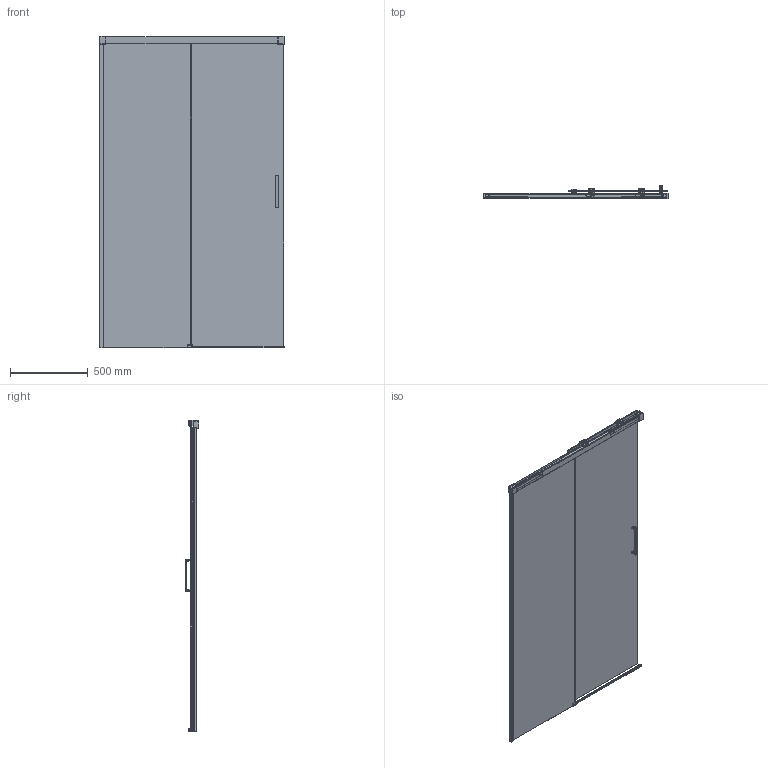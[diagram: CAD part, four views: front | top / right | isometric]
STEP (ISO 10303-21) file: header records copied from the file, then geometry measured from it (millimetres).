
FILE_DESCRIPTION((''),'2;1');
FILE_NAME('DSLSC1200--CSP12X_ASM','2017-07-25T',('admin'),(''),'PRO/ENGINEER BY PARAMETRIC TECHNOLOGY CORPORATION, 2010280','PRO/ENGINEER BY PARAMETRIC TECHNOLOGY CORPORATION, 2010280','');
FILE_SCHEMA(('AUTOMOTIVE_DESIGN_CC2 { 1 2 10303 214 -1 1 5 2 }'));
Products named in the file (63): MANIFOLD_SOLID_BREP-125; MANIFOLD_SOLID_BREP-123; MANIFOLD_SOLID_BREP-121; MANIFOLD_SOLID_BREP-119; MANIFOLD_SOLID_BREP-117; MANIFOLD_SOLID_BREP-115; MANIFOLD_SOLID_BREP-113; MANIFOLD_SOLID_BREP-111; MANIFOLD_SOLID_BREP-109; MANIFOLD_SOLID_BREP-107; MANIFOLD_SOLID_BREP-105; MANIFOLD_SOLID_BREP-103; MANIFOLD_SOLID_BREP-101; MANIFOLD_SOLID_BREP-99; MANIFOLD_SOLID_BREP-97; MANIFOLD_SOLID_BREP-95; MANIFOLD_SOLID_BREP-93; MANIFOLD_SOLID_BREP-91; MANIFOLD_SOLID_BREP-89; MANIFOLD_SOLID_BREP-87; MANIFOLD_SOLID_BREP-85; MANIFOLD_SOLID_BREP-83; MANIFOLD_SOLID_BREP-81; MANIFOLD_SOLID_BREP-79; MANIFOLD_SOLID_BREP-77; MANIFOLD_SOLID_BREP-75; MANIFOLD_SOLID_BREP-73; MANIFOLD_SOLID_BREP-71; MANIFOLD_SOLID_BREP-69; MANIFOLD_SOLID_BREP-67; MANIFOLD_SOLID_BREP-65; MANIFOLD_SOLID_BREP-63; MANIFOLD_SOLID_BREP-61; MANIFOLD_SOLID_BREP-59; MANIFOLD_SOLID_BREP-57; MANIFOLD_SOLID_BREP-55; MANIFOLD_SOLID_BREP-53; MANIFOLD_SOLID_BREP-51; MANIFOLD_SOLID_BREP-49; MANIFOLD_SOLID_BREP-47 ...
Assembly tree (62 placements, depth 2):
  DSLSC1200--CSP12X_ASM
    MANIFOLD_SOLID_BREP-125
    MANIFOLD_SOLID_BREP-123
    MANIFOLD_SOLID_BREP-121
    MANIFOLD_SOLID_BREP-119
    MANIFOLD_SOLID_BREP-117
    MANIFOLD_SOLID_BREP-115
    MANIFOLD_SOLID_BREP-113
    MANIFOLD_SOLID_BREP-111
    MANIFOLD_SOLID_BREP-109
    MANIFOLD_SOLID_BREP-107
    MANIFOLD_SOLID_BREP-105
    MANIFOLD_SOLID_BREP-103
    MANIFOLD_SOLID_BREP-101
    MANIFOLD_SOLID_BREP-99
    MANIFOLD_SOLID_BREP-97
    MANIFOLD_SOLID_BREP-95
    MANIFOLD_SOLID_BREP-93
    MANIFOLD_SOLID_BREP-91
    MANIFOLD_SOLID_BREP-89
    MANIFOLD_SOLID_BREP-87
    MANIFOLD_SOLID_BREP-85
    MANIFOLD_SOLID_BREP-83
    MANIFOLD_SOLID_BREP-81
    MANIFOLD_SOLID_BREP-79
    MANIFOLD_SOLID_BREP-77
    MANIFOLD_SOLID_BREP-75
    MANIFOLD_SOLID_BREP-73
    MANIFOLD_SOLID_BREP-71
    MANIFOLD_SOLID_BREP-69
    MANIFOLD_SOLID_BREP-67
    MANIFOLD_SOLID_BREP-65
    MANIFOLD_SOLID_BREP-63
    MANIFOLD_SOLID_BREP-61
    MANIFOLD_SOLID_BREP-59
    MANIFOLD_SOLID_BREP-57
    MANIFOLD_SOLID_BREP-55
    MANIFOLD_SOLID_BREP-53
    MANIFOLD_SOLID_BREP-51
    MANIFOLD_SOLID_BREP-49
    MANIFOLD_SOLID_BREP-47
    MANIFOLD_SOLID_BREP-45
    MANIFOLD_SOLID_BREP-43
    MANIFOLD_SOLID_BREP-41
    MANIFOLD_SOLID_BREP-39
    MANIFOLD_SOLID_BREP-37
    MANIFOLD_SOLID_BREP-35
    MANIFOLD_SOLID_BREP-33
    MANIFOLD_SOLID_BREP-31
    MANIFOLD_SOLID_BREP-29
    MANIFOLD_SOLID_BREP-27
    MANIFOLD_SOLID_BREP-25
    MANIFOLD_SOLID_BREP-23
    MANIFOLD_SOLID_BREP-21
    MANIFOLD_SOLID_BREP-19
    MANIFOLD_SOLID_BREP-17
    MANIFOLD_SOLID_BREP-15
    MANIFOLD_SOLID_BREP-13
    MANIFOLD_SOLID_BREP-11
    MANIFOLD_SOLID_BREP-9
Bounding box: 1184.95 x 85.1 x 2000.74 mm (x, y, z)
Volume: 20178364.2 mm3; surface area: 6006157.3 mm2
Topology: 58 solids, 62 shells, 2891 faces, 8259 edges, 5426 vertices
Faces by surface type: cylinder 1352, plane 852, bspline 307, torus 160, sphere 110, cone 101, extrusion 9
Entity records: 182945 total; most frequent: CARTESIAN_POINT 90122, ORIENTED_EDGE 16303, DIRECTION 13459, EDGE_CURVE 8165, VERTEX_POINT 5423, AXIS2_PLACEMENT_3D 5008, VECTOR 3443, LINE 3434
